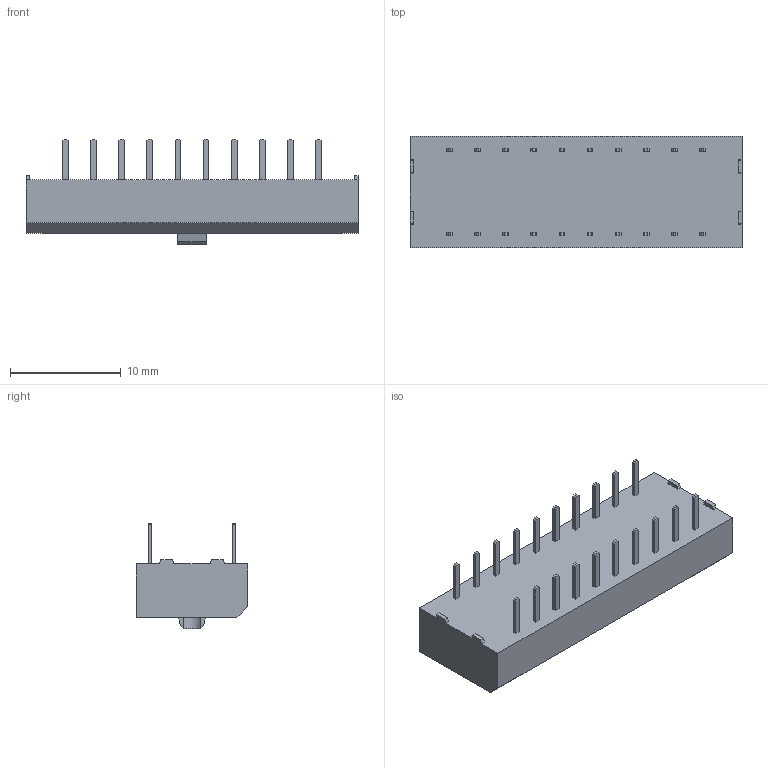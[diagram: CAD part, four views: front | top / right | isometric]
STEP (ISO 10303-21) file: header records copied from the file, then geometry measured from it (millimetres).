
FILE_DESCRIPTION((''),'2;1');
FILE_NAME('79-1','2015-01-23T',('amercuri'),(''),'PRO/ENGINEER BY PARAMETRIC TECHNOLOGY CORPORATION, 2011490','PRO/ENGINEER BY PARAMETRIC TECHNOLOGY CORPORATION, 2011490','');
FILE_SCHEMA(('CONFIG_CONTROL_DESIGN'));
Length unit declared in the file: inch
Products named in the file (1): 79-1
Bounding box: 29.97 x 10.03 x 9.55 mm (x, y, z)
Volume: 1299.6 mm3; surface area: 1299.7 mm2
Topology: 1 solids, 1 shells, 194 faces, 515 edges, 342 vertices
Faces by surface type: plane 192, cylinder 2
Entity records: 5947 total; most frequent: CARTESIAN_POINT 1063, ORIENTED_EDGE 1030, DIRECTION 903, EDGE_CURVE 515, VECTOR 507, LINE 507, VERTEX_POINT 342, EDGE_LOOP 219
